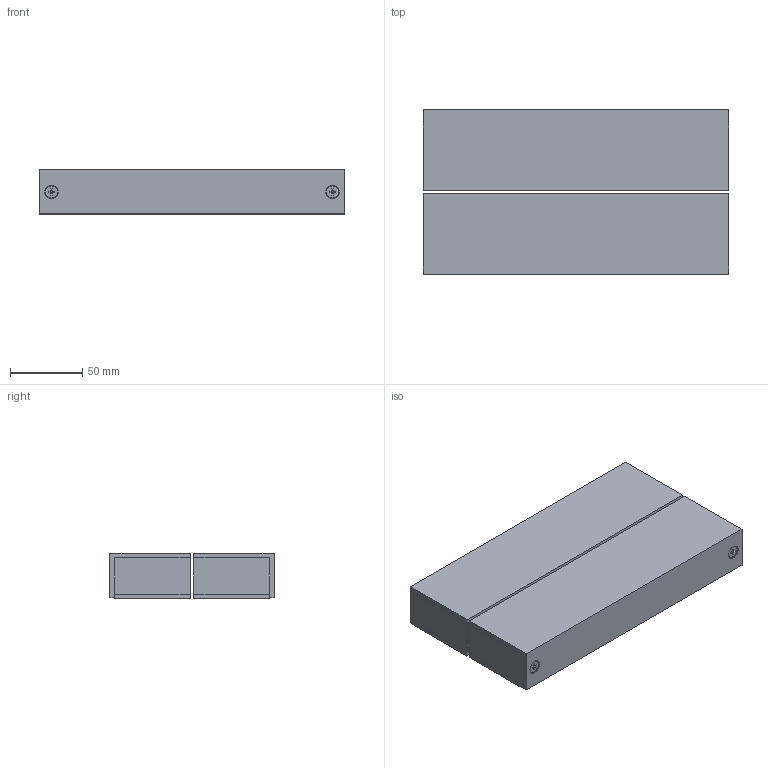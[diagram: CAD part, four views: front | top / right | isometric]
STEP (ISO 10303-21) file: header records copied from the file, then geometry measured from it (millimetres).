
FILE_DESCRIPTION (( 'STEP AP214' ), '1' );
FILE_NAME ('SPP3T2C-AP.step', '2021-07-29T14:22:35', ( '' ), ( '' ), 'SwSTEP 2.0', 'SolidWorks 2020', '' );
FILE_SCHEMA (( 'AUTOMOTIVE_DESIGN' ));
Length unit declared in the file: millimetre
Products named in the file (18): ISO 7046-1 - M4 x 6 - Z --- 6S-3; Group1; ISO 7046-1 - M5 x 8 - Z --- 8S-4; ISO 7046-1 - M4 x 6 - Z --- 6S-13; ISO 7046-1 - M4 x 6 - Z --- 6S-2; ISO 7046-1 - M4 x 6 - Z --- 6S-9; Group2; ISO 7046-1 - M5 x 8 - Z --- 8S-3; ISO 7046-1 - M4 x 6 - Z --- 6S-8; ISO 7046-1 - M4 x 6 - Z --- 6S-7; ISO 7046-1 - M4 x 6 - Z --- 6S-11; ISO 7046-1 - M4 x 6 - Z --- 6S-4; SPP3T2C-AP; ISO 7046-1 - M4 x 6 - Z --- 6S-10; ISO 7046-1 - M4 x 6 - Z --- 6S-6; ISO 7046-1 - M4 x 6 - Z --- 6S-12; ISO 7046-1 - M4 x 6 - Z --- 6S-5; TETIERE BOITIER-1
Assembly tree (17 placements, depth 2):
  SPP3T2C-AP
    Group1
    Group2
    ISO 7046-1 - M4 x 6 - Z --- 6S-11
    ISO 7046-1 - M5 x 8 - Z --- 8S-3
    ISO 7046-1 - M4 x 6 - Z --- 6S-12
    ISO 7046-1 - M5 x 8 - Z --- 8S-4
    ISO 7046-1 - M4 x 6 - Z --- 6S-13
    TETIERE BOITIER-1
    ISO 7046-1 - M4 x 6 - Z --- 6S-10
    ISO 7046-1 - M4 x 6 - Z --- 6S-2
    ISO 7046-1 - M4 x 6 - Z --- 6S-4
    ISO 7046-1 - M4 x 6 - Z --- 6S-6
    ISO 7046-1 - M4 x 6 - Z --- 6S-3
    ISO 7046-1 - M4 x 6 - Z --- 6S-5
    ISO 7046-1 - M4 x 6 - Z --- 6S-8
    ISO 7046-1 - M4 x 6 - Z --- 6S-9
    ISO 7046-1 - M4 x 6 - Z --- 6S-7
Bounding box: 212 x 114 x 31 mm (x, y, z)
Volume: 261731.4 mm3; surface area: 147983.7 mm2
Topology: 17 solids, 21 shells, 1166 faces, 2940 edges, 1798 vertices
Faces by surface type: cone 440, plane 380, cylinder 318, torus 28
Entity records: 36978 total; most frequent: CARTESIAN_POINT 6800, DIRECTION 6496, ORIENTED_EDGE 5792, EDGE_CURVE 2896, AXIS2_PLACEMENT_3D 2550, VERTEX_POINT 1798, LINE 1396, VECTOR 1396
